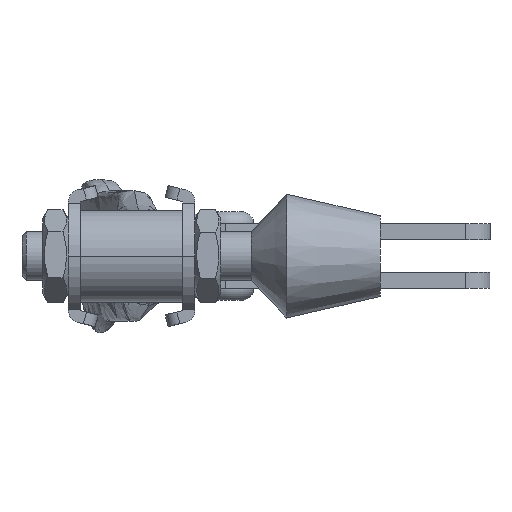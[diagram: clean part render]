
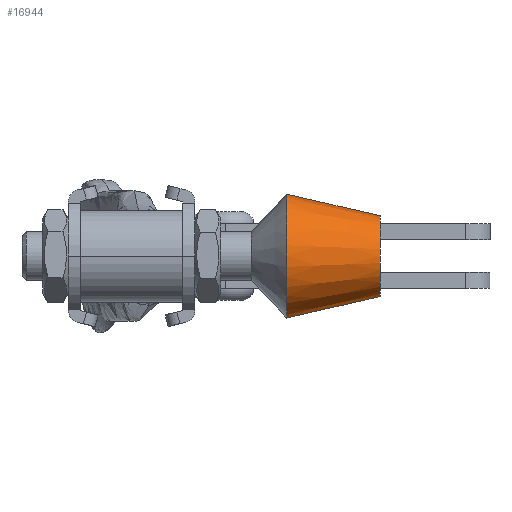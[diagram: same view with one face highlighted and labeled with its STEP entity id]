
A CAD part, left-side view. The second image highlights one B-rep face of the part: STEP entity #16944.
In plain terms, the highlighted conical face has half-angle 13 degrees and reference radius 5 mm.
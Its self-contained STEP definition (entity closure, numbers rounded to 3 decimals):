
#3319 = LINE ( 'NONE', #4492, #3322 ) ;
#3322 = VECTOR ( 'NONE', #4491, 1000. ) ;
#4491 = DIRECTION ( 'NONE',  ( 0., 0.974, 0.225 ) ) ;
#4492 = CARTESIAN_POINT ( 'NONE',  ( 0., 0., 5. ) ) ;
#4798 = VECTOR ( 'NONE', #7116, 1000. ) ;
#4842 = LINE ( 'NONE', #7118, #4798 ) ;
#5006 = CIRCLE ( 'NONE', #24356, 5. ) ;
#5068 = CIRCLE ( 'NONE', #24354, 7.685 ) ;
#7116 = DIRECTION ( 'NONE',  ( 0., 0.974, -0.225 ) ) ;
#7118 = CARTESIAN_POINT ( 'NONE',  ( 0., 0., -5. ) ) ;
#7258 = DIRECTION ( 'NONE',  ( 0., 0., 1. ) ) ;
#7259 = DIRECTION ( 'NONE',  ( 0., 1., 0. ) ) ;
#7260 = CARTESIAN_POINT ( 'NONE',  ( 0., 0., 0. ) ) ;
#7272 = DIRECTION ( 'NONE',  ( 0., 0., 1. ) ) ;
#7273 = DIRECTION ( 'NONE',  ( 0., 1., 0. ) ) ;
#7275 = CARTESIAN_POINT ( 'NONE',  ( 0., 11.631, 0. ) ) ;
#8594 = CONICAL_SURFACE ( 'NONE', #24210, 5., 0.227 ) ;
#8631 = FACE_OUTER_BOUND ( 'NONE', #10307, .T. ) ;
#10307 = EDGE_LOOP ( 'NONE', ( #18340, #18341, #18342, #18320 ) ) ;
#11160 = CARTESIAN_POINT ( 'NONE',  ( 0., 0., 0. ) ) ;
#11162 = DIRECTION ( 'NONE',  ( 0., 1., 0. ) ) ;
#11169 = DIRECTION ( 'NONE',  ( 0., 0., 1. ) ) ;
#13451 = VERTEX_POINT ( 'NONE', #28577 ) ;
#13719 = VERTEX_POINT ( 'NONE', #29094 ) ;
#15690 = VERTEX_POINT ( 'NONE', #27752 ) ;
#15794 = VERTEX_POINT ( 'NONE', #27543 ) ;
#16944 = ADVANCED_FACE ( 'NONE', ( #8631 ), #8594, .T. ) ;
#18320 = ORIENTED_EDGE ( 'NONE', *, *, #29438, .F. ) ;
#18340 = ORIENTED_EDGE ( 'NONE', *, *, #29519, .F. ) ;
#18341 = ORIENTED_EDGE ( 'NONE', *, *, #29442, .T. ) ;
#18342 = ORIENTED_EDGE ( 'NONE', *, *, #29775, .T. ) ;
#24210 = AXIS2_PLACEMENT_3D ( 'NONE', #11160, #11162, #11169 ) ;
#24354 = AXIS2_PLACEMENT_3D ( 'NONE', #7275, #7273, #7272 ) ;
#24356 = AXIS2_PLACEMENT_3D ( 'NONE', #7260, #7259, #7258 ) ;
#27543 = CARTESIAN_POINT ( 'NONE',  ( 0., 0., -5. ) ) ;
#27752 = CARTESIAN_POINT ( 'NONE',  ( 0., 0., 5. ) ) ;
#28577 = CARTESIAN_POINT ( 'NONE',  ( 0., 11.631, -7.685 ) ) ;
#29094 = CARTESIAN_POINT ( 'NONE',  ( 0., 11.631, 7.685 ) ) ;
#29438 = EDGE_CURVE ( 'NONE', #13451, #13719, #5068, .T. ) ;
#29442 = EDGE_CURVE ( 'NONE', #15794, #15690, #5006, .T. ) ;
#29519 = EDGE_CURVE ( 'NONE', #15794, #13451, #4842, .T. ) ;
#29775 = EDGE_CURVE ( 'NONE', #15690, #13719, #3319, .T. ) ;
